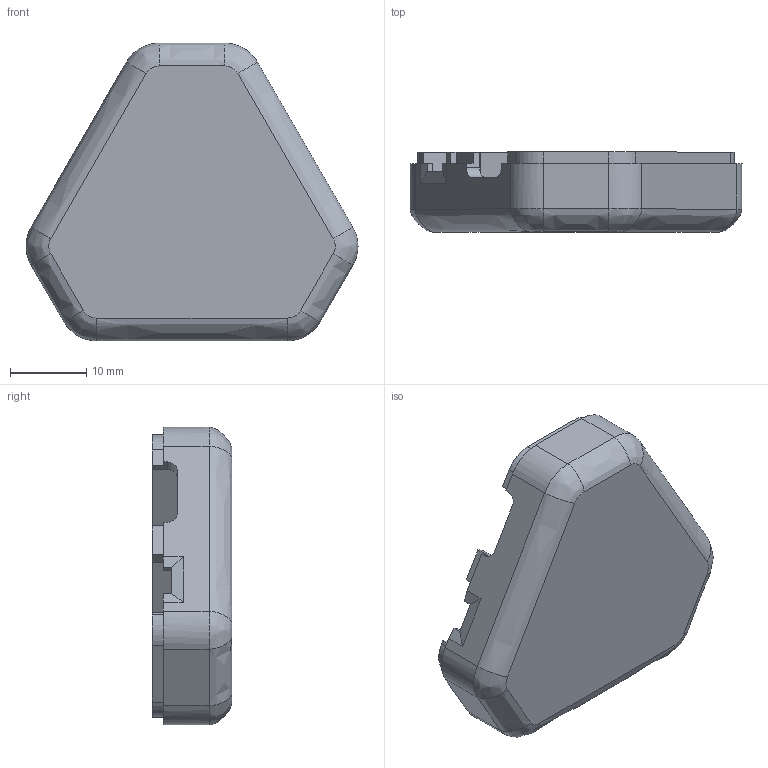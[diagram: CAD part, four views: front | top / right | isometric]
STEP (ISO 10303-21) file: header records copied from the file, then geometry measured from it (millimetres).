
FILE_DESCRIPTION (( 'STEP AP214' ), '1' );
FILE_NAME ('7th try.STEP', '2024-04-28T09:34:23', ( '' ), ( '' ), 'SwSTEP 2.0', 'SolidWorks 2023', '' );
FILE_SCHEMA (( 'AUTOMOTIVE_DESIGN' ));
Length unit declared in the file: millimetre
Products named in the file (1): 7th try
Bounding box: 43.66 x 10.5 x 39.15 mm (x, y, z)
Volume: 4018.5 mm3; surface area: 4863.8 mm2
Topology: 1 solids, 1 shells, 104 faces, 282 edges, 180 vertices
Faces by surface type: plane 61, cylinder 27, bspline 12, torus 4
Entity records: 3410 total; most frequent: CARTESIAN_POINT 891, ORIENTED_EDGE 564, DIRECTION 469, EDGE_CURVE 282, LINE 193, VECTOR 193, VERTEX_POINT 180, AXIS2_PLACEMENT_3D 138
